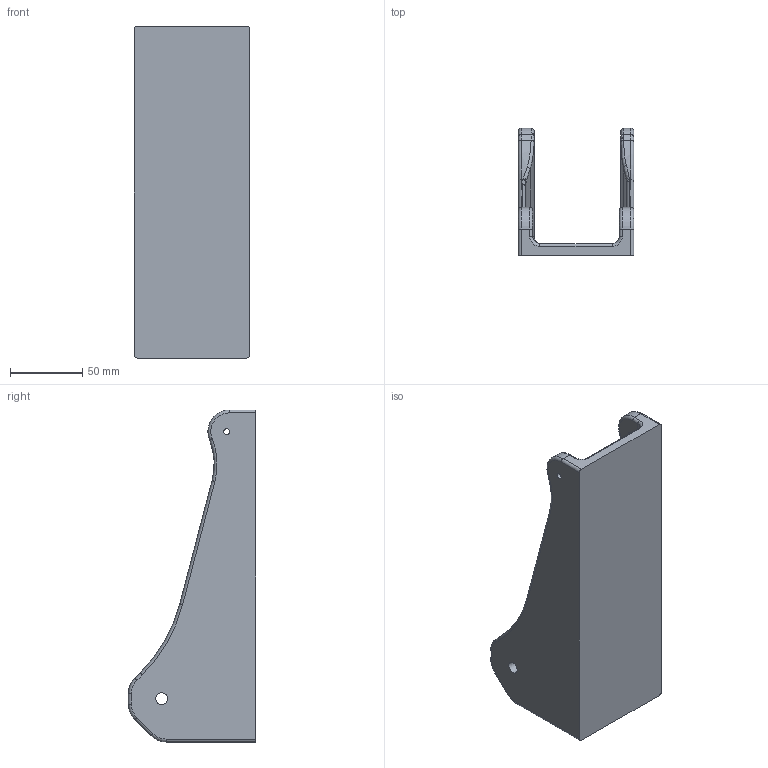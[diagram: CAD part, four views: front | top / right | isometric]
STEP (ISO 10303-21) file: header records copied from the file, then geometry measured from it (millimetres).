
FILE_DESCRIPTION(/* description */ (''),/* implementation_level */ '2;1');
FILE_NAME(/* name */ 'Arm_Mounting_Device.step',/* time_stamp */ '2021-04-18T23:15:31+02:00',/* author */ (''),/* organization */ (''),/* preprocessor_version */ 'ST-DEVELOPER v18.1',/* originating_system */ 'Autodesk Translation Framework v10.6.0.1341',/* authorisation */ '');
FILE_SCHEMA (('AUTOMOTIVE_DESIGN { 1 0 10303 214 3 1 1 }'));
Length unit declared in the file: millimetre
Products named in the file (1): Arm_Montage
Bounding box: 80 x 88 x 229.59 mm (x, y, z)
Volume: 306568.3 mm3; surface area: 82383.9 mm2
Topology: 1 solids, 1 shells, 130 faces, 306 edges, 174 vertices
Faces by surface type: cylinder 51, torus 34, bspline 25, plane 20
Full cylindrical faces by diameter (mm): 4 x2, 8.2 x2
Entity records: 4653 total; most frequent: CARTESIAN_POINT 1692, DIRECTION 638, ORIENTED_EDGE 604, EDGE_CURVE 302, AXIS2_PLACEMENT_3D 270, VERTEX_POINT 174, CIRCLE 156, EDGE_LOOP 138
